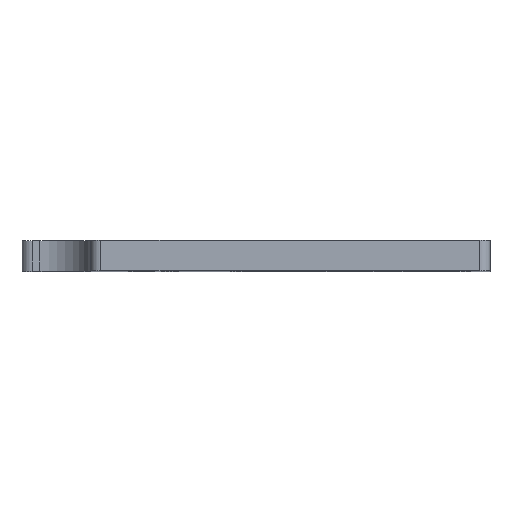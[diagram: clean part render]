
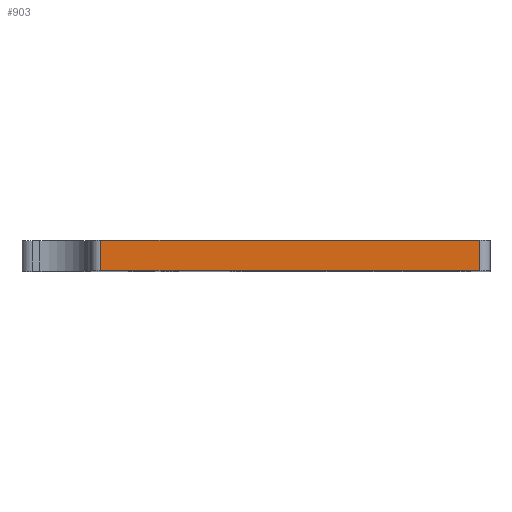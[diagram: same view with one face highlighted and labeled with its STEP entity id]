
A CAD part, top view. The second image highlights one B-rep face of the part: STEP entity #903.
In plain terms, the highlighted planar face has unit normal (0, 0, 1).
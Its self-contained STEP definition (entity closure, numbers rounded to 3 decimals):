
#67 = CARTESIAN_POINT ( 'NONE',  ( 0., 6., 0. ) ) ;
#142 = CARTESIAN_POINT ( 'NONE',  ( 76.5, 6., 0. ) ) ;
#218 = CARTESIAN_POINT ( 'NONE',  ( 76.5, 0., 0. ) ) ;
#264 = EDGE_CURVE ( 'NONE', #514, #350, #1647, .T. ) ;
#270 = CARTESIAN_POINT ( 'NONE',  ( 76.5, 6., 0. ) ) ;
#288 = DIRECTION ( 'NONE',  ( 1., 0., 0. ) ) ;
#297 = EDGE_CURVE ( 'NONE', #514, #1869, #2177, .T. ) ;
#335 = CARTESIAN_POINT ( 'NONE',  ( 2., 0., 0. ) ) ;
#350 = VERTEX_POINT ( 'NONE', #335 ) ;
#354 = ORIENTED_EDGE ( 'NONE', *, *, #1979, .T. ) ;
#409 = DIRECTION ( 'NONE',  ( -1., 0., 0. ) ) ;
#514 = VERTEX_POINT ( 'NONE', #566 ) ;
#566 = CARTESIAN_POINT ( 'NONE',  ( 2., 6., 0. ) ) ;
#647 = VECTOR ( 'NONE', #1217, 1000. ) ;
#670 = ORIENTED_EDGE ( 'NONE', *, *, #297, .F. ) ;
#740 = EDGE_CURVE ( 'NONE', #350, #2030, #1552, .T. ) ;
#881 = CARTESIAN_POINT ( 'NONE',  ( 0., 0., 0. ) ) ;
#903 = ADVANCED_FACE ( 'NONE', ( #1603 ), #1621, .F. ) ;
#946 = DIRECTION ( 'NONE',  ( 0., 0., -1. ) ) ;
#1217 = DIRECTION ( 'NONE',  ( 1., 0., 0. ) ) ;
#1314 = CARTESIAN_POINT ( 'NONE',  ( 0., 6., 0. ) ) ;
#1466 = AXIS2_PLACEMENT_3D ( 'NONE', #67, #946, #409 ) ;
#1520 = ORIENTED_EDGE ( 'NONE', *, *, #264, .T. ) ;
#1522 = DIRECTION ( 'NONE',  ( 0., 1., 0. ) ) ;
#1552 = LINE ( 'NONE', #881, #647 ) ;
#1603 = FACE_OUTER_BOUND ( 'NONE', #2036, .T. ) ;
#1621 = PLANE ( 'NONE',  #1466 ) ;
#1647 = LINE ( 'NONE', #1661, #1717 ) ;
#1661 = CARTESIAN_POINT ( 'NONE',  ( 2., 6., 0. ) ) ;
#1717 = VECTOR ( 'NONE', #1981, 1000. ) ;
#1869 = VERTEX_POINT ( 'NONE', #270 ) ;
#1979 = EDGE_CURVE ( 'NONE', #2030, #1869, #2090, .T. ) ;
#1981 = DIRECTION ( 'NONE',  ( 0., -1., 0. ) ) ;
#2030 = VERTEX_POINT ( 'NONE', #218 ) ;
#2036 = EDGE_LOOP ( 'NONE', ( #670, #1520, #2142, #354 ) ) ;
#2090 = LINE ( 'NONE', #142, #2128 ) ;
#2128 = VECTOR ( 'NONE', #1522, 1000. ) ;
#2142 = ORIENTED_EDGE ( 'NONE', *, *, #740, .T. ) ;
#2177 = LINE ( 'NONE', #1314, #2195 ) ;
#2195 = VECTOR ( 'NONE', #288, 1000. ) ;
